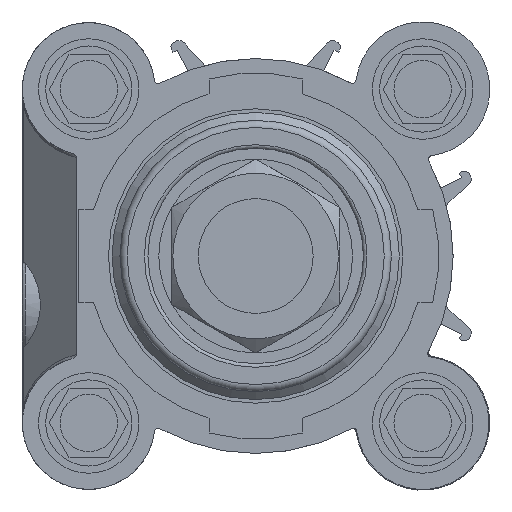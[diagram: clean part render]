
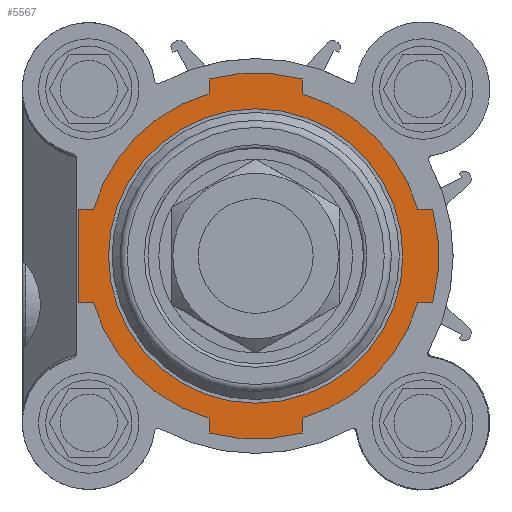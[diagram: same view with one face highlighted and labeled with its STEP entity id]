
A CAD part, front view. The second image highlights one B-rep face of the part: STEP entity #5567.
In plain terms, the highlighted face is planar.
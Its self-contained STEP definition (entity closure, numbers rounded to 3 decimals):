
#138=PLANE('',#6018);
#292=FACE_BOUND('',#819,.T.);
#441=FACE_OUTER_BOUND('',#818,.T.);
#818=EDGE_LOOP('',(#4048,#4049,#4050,#4051,#4052,#4053,#4054,#4055,#4056,
#4057,#4058,#4059,#4060,#4061,#4062,#4063));
#819=EDGE_LOOP('',(#4064));
#1143=LINE('',#9135,#1546);
#1147=LINE('',#9147,#1550);
#1151=LINE('',#9159,#1554);
#1155=LINE('',#9171,#1558);
#1158=LINE('',#9177,#1561);
#1161=LINE('',#9183,#1564);
#1165=LINE('',#9195,#1568);
#1169=LINE('',#9207,#1572);
#1172=LINE('',#9216,#1575);
#1546=VECTOR('',#6933,2.074);
#1550=VECTOR('',#6945,2.074);
#1554=VECTOR('',#6957,2.074);
#1558=VECTOR('',#6969,2.074);
#1561=VECTOR('',#6974,13.);
#1564=VECTOR('',#6979,2.074);
#1568=VECTOR('',#6991,2.074);
#1572=VECTOR('',#7003,2.074);
#1575=VECTOR('',#7014,2.074);
#2039=CIRCLE('',#5987,20.5);
#2041=CIRCLE('',#5990,25.5);
#2043=CIRCLE('',#5994,23.5);
#2045=CIRCLE('',#5998,25.5);
#2047=CIRCLE('',#6002,23.5);
#2049=CIRCLE('',#6008,23.5);
#2051=CIRCLE('',#6012,25.5);
#2053=CIRCLE('',#6016,23.5);
#2430=VERTEX_POINT('',#9119);
#2433=VERTEX_POINT('',#9125);
#2434=VERTEX_POINT('',#9127);
#2436=VERTEX_POINT('',#9133);
#2438=VERTEX_POINT('',#9139);
#2440=VERTEX_POINT('',#9145);
#2442=VERTEX_POINT('',#9151);
#2444=VERTEX_POINT('',#9157);
#2446=VERTEX_POINT('',#9163);
#2448=VERTEX_POINT('',#9169);
#2450=VERTEX_POINT('',#9175);
#2452=VERTEX_POINT('',#9181);
#2454=VERTEX_POINT('',#9187);
#2456=VERTEX_POINT('',#9193);
#2458=VERTEX_POINT('',#9199);
#2460=VERTEX_POINT('',#9205);
#2462=VERTEX_POINT('',#9211);
#3035=EDGE_CURVE('',#2430,#2430,#2039,.T.);
#3038=EDGE_CURVE('',#2433,#2434,#2041,.T.);
#3042=EDGE_CURVE('',#2436,#2433,#1143,.T.);
#3045=EDGE_CURVE('',#2438,#2436,#2043,.T.);
#3048=EDGE_CURVE('',#2440,#2438,#1147,.T.);
#3051=EDGE_CURVE('',#2442,#2440,#2045,.T.);
#3054=EDGE_CURVE('',#2444,#2442,#1151,.T.);
#3057=EDGE_CURVE('',#2446,#2444,#2047,.T.);
#3060=EDGE_CURVE('',#2448,#2446,#1155,.T.);
#3063=EDGE_CURVE('',#2450,#2448,#1158,.T.);
#3066=EDGE_CURVE('',#2452,#2450,#1161,.T.);
#3069=EDGE_CURVE('',#2454,#2452,#2049,.T.);
#3072=EDGE_CURVE('',#2456,#2454,#1165,.T.);
#3075=EDGE_CURVE('',#2458,#2456,#2051,.T.);
#3078=EDGE_CURVE('',#2460,#2458,#1169,.T.);
#3081=EDGE_CURVE('',#2462,#2460,#2053,.T.);
#3083=EDGE_CURVE('',#2434,#2462,#1172,.T.);
#4048=ORIENTED_EDGE('',*,*,#3083,.F.);
#4049=ORIENTED_EDGE('',*,*,#3038,.F.);
#4050=ORIENTED_EDGE('',*,*,#3042,.F.);
#4051=ORIENTED_EDGE('',*,*,#3045,.F.);
#4052=ORIENTED_EDGE('',*,*,#3048,.F.);
#4053=ORIENTED_EDGE('',*,*,#3051,.F.);
#4054=ORIENTED_EDGE('',*,*,#3054,.F.);
#4055=ORIENTED_EDGE('',*,*,#3057,.F.);
#4056=ORIENTED_EDGE('',*,*,#3060,.F.);
#4057=ORIENTED_EDGE('',*,*,#3063,.F.);
#4058=ORIENTED_EDGE('',*,*,#3066,.F.);
#4059=ORIENTED_EDGE('',*,*,#3069,.F.);
#4060=ORIENTED_EDGE('',*,*,#3072,.F.);
#4061=ORIENTED_EDGE('',*,*,#3075,.F.);
#4062=ORIENTED_EDGE('',*,*,#3078,.F.);
#4063=ORIENTED_EDGE('',*,*,#3081,.F.);
#4064=ORIENTED_EDGE('',*,*,#3035,.T.);
#5567=ADVANCED_FACE('',(#441,#292),#138,.F.);
#5987=AXIS2_PLACEMENT_3D('',#9120,#6919,#6920);
#5990=AXIS2_PLACEMENT_3D('',#9128,#6926,#6927);
#5994=AXIS2_PLACEMENT_3D('',#9141,#6939,#6940);
#5998=AXIS2_PLACEMENT_3D('',#9153,#6951,#6952);
#6002=AXIS2_PLACEMENT_3D('',#9165,#6963,#6964);
#6008=AXIS2_PLACEMENT_3D('',#9189,#6985,#6986);
#6012=AXIS2_PLACEMENT_3D('',#9201,#6997,#6998);
#6016=AXIS2_PLACEMENT_3D('',#9213,#7009,#7010);
#6018=AXIS2_PLACEMENT_3D('',#9217,#7015,#7016);
#6919=DIRECTION('center_axis',(0.,-1.,0.));
#6920=DIRECTION('ref_axis',(-1.,0.,0.));
#6926=DIRECTION('center_axis',(0.,-1.,0.));
#6927=DIRECTION('ref_axis',(-0.967,0.,-0.255));
#6933=DIRECTION('',(1.,0.,0.));
#6939=DIRECTION('center_axis',(0.,-1.,0.));
#6940=DIRECTION('ref_axis',(-0.961,0.,0.277));
#6945=DIRECTION('',(0.,0.,1.));
#6951=DIRECTION('center_axis',(0.,-1.,0.));
#6952=DIRECTION('ref_axis',(-0.255,0.,0.967));
#6957=DIRECTION('',(0.,0.,-1.));
#6963=DIRECTION('center_axis',(0.,-1.,0.));
#6964=DIRECTION('ref_axis',(0.277,0.,0.961));
#6969=DIRECTION('',(1.,0.,0.));
#6974=DIRECTION('',(0.,0.,-1.));
#6979=DIRECTION('',(-1.,0.,0.));
#6985=DIRECTION('center_axis',(0.,-1.,0.));
#6986=DIRECTION('ref_axis',(0.961,0.,-0.277));
#6991=DIRECTION('',(0.,0.,-1.));
#6997=DIRECTION('center_axis',(0.,-1.,0.));
#6998=DIRECTION('ref_axis',(0.255,0.,-0.967));
#7003=DIRECTION('',(0.,0.,1.));
#7009=DIRECTION('center_axis',(0.,-1.,0.));
#7010=DIRECTION('ref_axis',(-0.277,0.,-0.961));
#7014=DIRECTION('',(-1.,0.,0.));
#7015=DIRECTION('center_axis',(0.,-1.,0.));
#7016=DIRECTION('ref_axis',(0.,0.,-1.));
#9119=CARTESIAN_POINT('',(20.5,28.3,0.));
#9120=CARTESIAN_POINT('Origin',(0.,28.3,0.));
#9125=CARTESIAN_POINT('',(24.658,28.3,-6.5));
#9127=CARTESIAN_POINT('',(24.658,28.3,6.5));
#9128=CARTESIAN_POINT('Origin',(0.,28.3,0.));
#9133=CARTESIAN_POINT('',(22.583,28.3,-6.5));
#9135=CARTESIAN_POINT('',(22.583,28.3,-6.5));
#9139=CARTESIAN_POINT('',(6.5,28.3,-22.583));
#9141=CARTESIAN_POINT('Origin',(0.,28.3,0.));
#9145=CARTESIAN_POINT('',(6.5,28.3,-24.658));
#9147=CARTESIAN_POINT('',(6.5,28.3,-24.658));
#9151=CARTESIAN_POINT('',(-6.5,28.3,-24.658));
#9153=CARTESIAN_POINT('Origin',(0.,28.3,0.));
#9157=CARTESIAN_POINT('',(-6.5,28.3,-22.583));
#9159=CARTESIAN_POINT('',(-6.5,28.3,-22.583));
#9163=CARTESIAN_POINT('',(-22.583,28.3,-6.5));
#9165=CARTESIAN_POINT('Origin',(0.,28.3,0.));
#9169=CARTESIAN_POINT('',(-24.658,28.3,-6.5));
#9171=CARTESIAN_POINT('',(-24.658,28.3,-6.5));
#9175=CARTESIAN_POINT('',(-24.658,28.3,6.5));
#9177=CARTESIAN_POINT('',(-24.658,28.3,6.5));
#9181=CARTESIAN_POINT('',(-22.583,28.3,6.5));
#9183=CARTESIAN_POINT('',(-22.583,28.3,6.5));
#9187=CARTESIAN_POINT('',(-6.5,28.3,22.583));
#9189=CARTESIAN_POINT('Origin',(0.,28.3,0.));
#9193=CARTESIAN_POINT('',(-6.5,28.3,24.658));
#9195=CARTESIAN_POINT('',(-6.5,28.3,24.658));
#9199=CARTESIAN_POINT('',(6.5,28.3,24.658));
#9201=CARTESIAN_POINT('Origin',(0.,28.3,0.));
#9205=CARTESIAN_POINT('',(6.5,28.3,22.583));
#9207=CARTESIAN_POINT('',(6.5,28.3,22.583));
#9211=CARTESIAN_POINT('',(22.583,28.3,6.5));
#9213=CARTESIAN_POINT('Origin',(0.,28.3,0.));
#9216=CARTESIAN_POINT('',(24.658,28.3,6.5));
#9217=CARTESIAN_POINT('Origin',(-0.552,28.3,0.));
